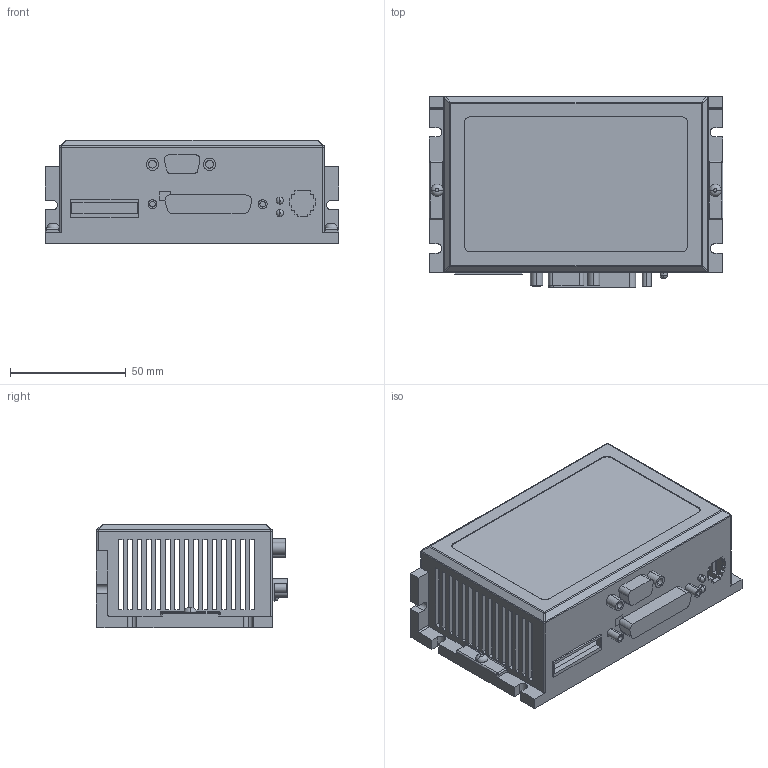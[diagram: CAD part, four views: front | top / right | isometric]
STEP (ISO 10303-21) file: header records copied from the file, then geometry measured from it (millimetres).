
FILE_DESCRIPTION (( 'STEP AP214' ), '1' );
FILE_NAME ('MSST5_10-Q_C_IP 2D.STEP', '2019-01-09T05:15:52', ( '11' ), ( '' ), 'SwSTEP 2.0', 'SolidWorks 2014', '' );
FILE_SCHEMA (( 'AUTOMOTIVE_DESIGN' ));
Length unit declared in the file: centimetre
Products named in the file (2): MSST5_10-Q_C_IP 2D
Bounding box: 127 x 82.77 x 45.01 mm (x, y, z)
Volume: 99207.7 mm3; surface area: 67763.3 mm2
Topology: 1 solids, 1 shells, 348 faces, 953 edges, 611 vertices
Faces by surface type: plane 237, cylinder 83, torus 12, sphere 12, bspline 4
Entity records: 11477 total; most frequent: CARTESIAN_POINT 2458, ORIENTED_EDGE 1882, DIRECTION 1788, EDGE_CURVE 941, VECTOR 730, LINE 730, VERTEX_POINT 611, AXIS2_PLACEMENT_3D 529
